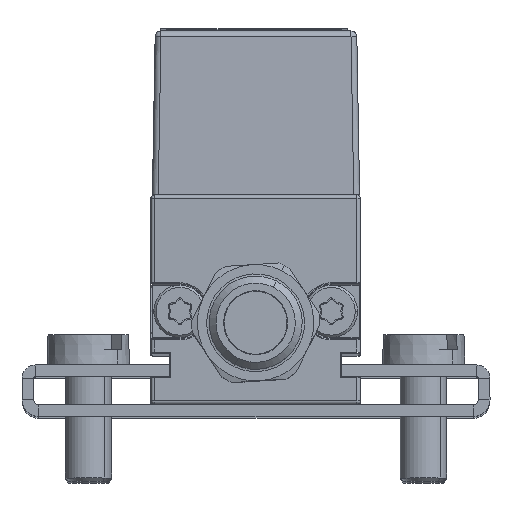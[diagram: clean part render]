
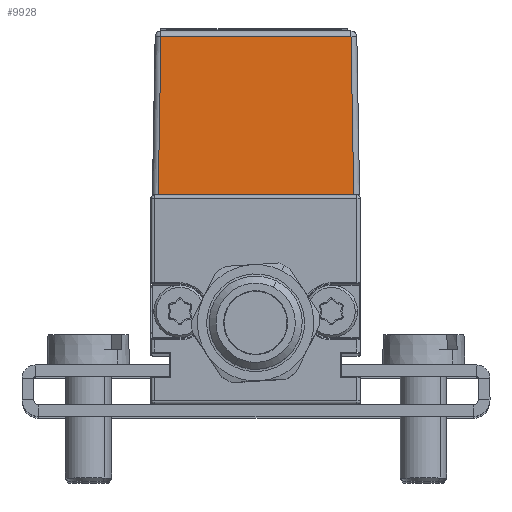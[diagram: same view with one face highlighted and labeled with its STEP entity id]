
A CAD part, top view. The second image highlights one B-rep face of the part: STEP entity #9928.
In plain terms, the highlighted planar face has unit normal (0, 0.018, 1).
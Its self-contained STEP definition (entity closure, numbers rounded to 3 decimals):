
#255 = DIRECTION ( 'NONE',  ( -0.017, -1., 0.017 ) ) ;
#989 = DIRECTION ( 'NONE',  ( 0., 0.017, 1. ) ) ;
#1135 = FACE_OUTER_BOUND ( 'NONE', #3782, .T. ) ;
#2382 = CARTESIAN_POINT ( 'NONE',  ( -8.868, 31.583, 132.771 ) ) ;
#3077 = ORIENTED_EDGE ( 'NONE', *, *, #10858, .T. ) ;
#3199 = LINE ( 'NONE', #11529, #12626 ) ;
#3629 = CARTESIAN_POINT ( 'NONE',  ( -8.366, 18., 133.009 ) ) ;
#3782 = EDGE_LOOP ( 'NONE', ( #16380, #3077, #7271, #23615 ) ) ;
#5193 = VERTEX_POINT ( 'NONE', #3629 ) ;
#5612 = VERTEX_POINT ( 'NONE', #24222 ) ;
#7271 = ORIENTED_EDGE ( 'NONE', *, *, #22472, .T. ) ;
#7474 = DIRECTION ( 'NONE',  ( -0.017, 1., -0.017 ) ) ;
#8768 = VECTOR ( 'NONE', #14453, 1000. ) ;
#9928 = ADVANCED_FACE ( 'NONE', ( #1135 ), #16837, .T. ) ;
#10858 = EDGE_CURVE ( 'NONE', #5612, #14527, #14152, .T. ) ;
#11503 = CARTESIAN_POINT ( 'NONE',  ( 8.426, 18., 133.009 ) ) ;
#11529 = CARTESIAN_POINT ( 'NONE',  ( 8.421, 18.302, 133.003 ) ) ;
#11911 = VECTOR ( 'NONE', #255, 1000. ) ;
#12333 = AXIS2_PLACEMENT_3D ( 'NONE', #13068, #989, #15093 ) ;
#12626 = VECTOR ( 'NONE', #7474, 1000. ) ;
#13068 = CARTESIAN_POINT ( 'NONE',  ( -8.868, 18., 133.009 ) ) ;
#13983 = VECTOR ( 'NONE', #16021, 1000. ) ;
#14007 = CARTESIAN_POINT ( 'NONE',  ( -8.868, 18., 133.009 ) ) ;
#14152 = LINE ( 'NONE', #2382, #8768 ) ;
#14453 = DIRECTION ( 'NONE',  ( -1., 0., 0. ) ) ;
#14527 = VERTEX_POINT ( 'NONE', #24520 ) ;
#15093 = DIRECTION ( 'NONE',  ( 0., -1., 0.017 ) ) ;
#16004 = EDGE_CURVE ( 'NONE', #19505, #5612, #3199, .T. ) ;
#16021 = DIRECTION ( 'NONE',  ( 1., 0., 0. ) ) ;
#16212 = CARTESIAN_POINT ( 'NONE',  ( -8.366, 17.991, 133.009 ) ) ;
#16380 = ORIENTED_EDGE ( 'NONE', *, *, #16004, .T. ) ;
#16837 = PLANE ( 'NONE',  #12333 ) ;
#17263 = LINE ( 'NONE', #16212, #11911 ) ;
#17363 = EDGE_CURVE ( 'NONE', #5193, #19505, #19318, .T. ) ;
#19318 = LINE ( 'NONE', #14007, #13983 ) ;
#19505 = VERTEX_POINT ( 'NONE', #11503 ) ;
#22472 = EDGE_CURVE ( 'NONE', #14527, #5193, #17263, .T. ) ;
#23615 = ORIENTED_EDGE ( 'NONE', *, *, #17363, .T. ) ;
#24222 = CARTESIAN_POINT ( 'NONE',  ( 8.189, 31.583, 132.771 ) ) ;
#24520 = CARTESIAN_POINT ( 'NONE',  ( -8.129, 31.583, 132.771 ) ) ;
